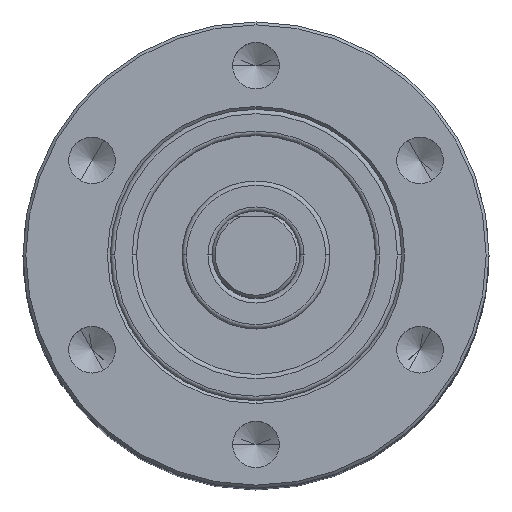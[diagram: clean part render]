
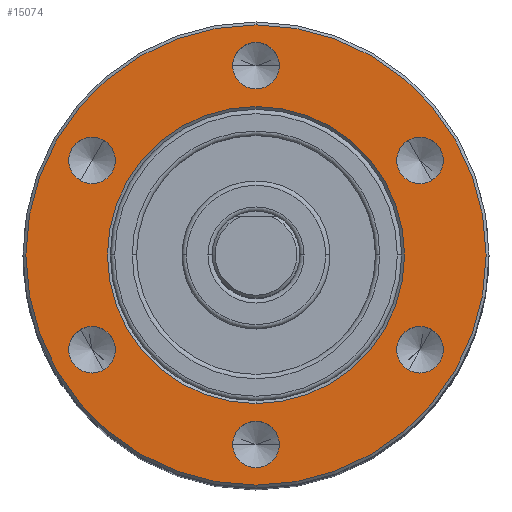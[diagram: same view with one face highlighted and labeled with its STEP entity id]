
A CAD part, top view. The second image highlights one B-rep face of the part: STEP entity #15074.
In plain terms, the highlighted planar face has unit normal (0, 0, 1).
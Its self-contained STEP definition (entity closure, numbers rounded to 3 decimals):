
#14629=CARTESIAN_POINT('',(0.,0.,37.9));
#14630=DIRECTION('',(0.,0.,-1.));
#14631=DIRECTION('',(0.,-1.,0.));
#14632=AXIS2_PLACEMENT_3D('',#14629,#14630,#14631);
#14634=CARTESIAN_POINT('',(0.,0.,37.9));
#14635=DIRECTION('',(0.,0.,-1.));
#14636=DIRECTION('',(0.,1.,0.));
#14637=AXIS2_PLACEMENT_3D('',#14634,#14635,#14636);
#14639=CARTESIAN_POINT('',(0.,0.,37.9));
#14640=DIRECTION('',(0.,0.,-1.));
#14641=DIRECTION('',(0.,-1.,0.));
#14642=AXIS2_PLACEMENT_3D('',#14639,#14640,#14641);
#14644=CARTESIAN_POINT('',(0.,0.,37.9));
#14645=DIRECTION('',(0.,0.,-1.));
#14646=DIRECTION('',(0.,1.,0.));
#14647=AXIS2_PLACEMENT_3D('',#14644,#14645,#14646);
#14649=CARTESIAN_POINT('',(0.,6.5,37.9));
#14650=DIRECTION('',(0.,0.,1.));
#14651=DIRECTION('',(-1.,0.,0.));
#14652=AXIS2_PLACEMENT_3D('',#14649,#14650,#14651);
#14654=CARTESIAN_POINT('',(0.,6.5,37.9));
#14655=DIRECTION('',(0.,0.,1.));
#14656=DIRECTION('',(1.,0.,0.));
#14657=AXIS2_PLACEMENT_3D('',#14654,#14655,#14656);
#14659=CARTESIAN_POINT('',(-5.629,3.25,37.9));
#14660=DIRECTION('',(0.,0.,1.));
#14661=DIRECTION('',(-0.5,-0.866,0.));
#14662=AXIS2_PLACEMENT_3D('',#14659,#14660,#14661);
#14664=CARTESIAN_POINT('',(-5.629,3.25,37.9));
#14665=DIRECTION('',(0.,0.,1.));
#14666=DIRECTION('',(0.5,0.866,0.));
#14667=AXIS2_PLACEMENT_3D('',#14664,#14665,#14666);
#14669=CARTESIAN_POINT('',(-5.629,-3.25,37.9));
#14670=DIRECTION('',(0.,0.,1.));
#14671=DIRECTION('',(0.5,-0.866,0.));
#14672=AXIS2_PLACEMENT_3D('',#14669,#14670,#14671);
#14674=CARTESIAN_POINT('',(-5.629,-3.25,37.9));
#14675=DIRECTION('',(0.,0.,1.));
#14676=DIRECTION('',(-0.5,0.866,0.));
#14677=AXIS2_PLACEMENT_3D('',#14674,#14675,#14676);
#14679=CARTESIAN_POINT('',(0.,-6.5,37.9));
#14680=DIRECTION('',(0.,0.,1.));
#14681=DIRECTION('',(1.,0.,0.));
#14682=AXIS2_PLACEMENT_3D('',#14679,#14680,#14681);
#14684=CARTESIAN_POINT('',(0.,-6.5,37.9));
#14685=DIRECTION('',(0.,0.,1.));
#14686=DIRECTION('',(-1.,0.,0.));
#14687=AXIS2_PLACEMENT_3D('',#14684,#14685,#14686);
#14689=CARTESIAN_POINT('',(5.629,-3.25,37.9));
#14690=DIRECTION('',(0.,0.,1.));
#14691=DIRECTION('',(0.5,0.866,0.));
#14692=AXIS2_PLACEMENT_3D('',#14689,#14690,#14691);
#14694=CARTESIAN_POINT('',(5.629,-3.25,37.9));
#14695=DIRECTION('',(0.,0.,1.));
#14696=DIRECTION('',(-0.5,-0.866,0.));
#14697=AXIS2_PLACEMENT_3D('',#14694,#14695,#14696);
#14699=CARTESIAN_POINT('',(5.629,3.25,37.9));
#14700=DIRECTION('',(0.,0.,1.));
#14701=DIRECTION('',(-0.5,0.866,0.));
#14702=AXIS2_PLACEMENT_3D('',#14699,#14700,#14701);
#14704=CARTESIAN_POINT('',(5.629,3.25,37.9));
#14705=DIRECTION('',(0.,0.,1.));
#14706=DIRECTION('',(0.5,-0.866,0.));
#14707=AXIS2_PLACEMENT_3D('',#14704,#14705,#14706);
#14937=CARTESIAN_POINT('',(0.,-5.1,37.9));
#14938=CARTESIAN_POINT('',(0.,5.1,37.9));
#14939=VERTEX_POINT('',#14937);
#14940=VERTEX_POINT('',#14938);
#14957=CARTESIAN_POINT('',(0.,-7.9,37.9));
#14958=CARTESIAN_POINT('',(0.,7.9,37.9));
#14959=VERTEX_POINT('',#14957);
#14960=VERTEX_POINT('',#14958);
#14967=CARTESIAN_POINT('',(-0.8,6.5,37.9));
#14968=CARTESIAN_POINT('',(0.8,6.5,37.9));
#14969=VERTEX_POINT('',#14967);
#14970=VERTEX_POINT('',#14968);
#14977=CARTESIAN_POINT('',(-6.029,2.557,37.9));
#14978=CARTESIAN_POINT('',(-5.229,3.943,37.9));
#14979=VERTEX_POINT('',#14977);
#14980=VERTEX_POINT('',#14978);
#14987=CARTESIAN_POINT('',(-5.229,-3.943,37.9));
#14988=CARTESIAN_POINT('',(-6.029,-2.557,37.9));
#14989=VERTEX_POINT('',#14987);
#14990=VERTEX_POINT('',#14988);
#14997=CARTESIAN_POINT('',(0.8,-6.5,37.9));
#14998=CARTESIAN_POINT('',(-0.8,-6.5,37.9));
#14999=VERTEX_POINT('',#14997);
#15000=VERTEX_POINT('',#14998);
#15007=CARTESIAN_POINT('',(6.029,-2.557,37.9));
#15008=CARTESIAN_POINT('',(5.229,-3.943,37.9));
#15009=VERTEX_POINT('',#15007);
#15010=VERTEX_POINT('',#15008);
#15017=CARTESIAN_POINT('',(5.229,3.943,37.9));
#15018=CARTESIAN_POINT('',(6.029,2.557,37.9));
#15019=VERTEX_POINT('',#15017);
#15020=VERTEX_POINT('',#15018);
#15021=CARTESIAN_POINT('',(0.,0.,37.9));
#15022=DIRECTION('',(0.,0.,1.));
#15023=DIRECTION('',(0.,-1.,0.));
#15024=AXIS2_PLACEMENT_3D('',#15021,#15022,#15023);
#15025=PLANE('',#15024);
#15027=ORIENTED_EDGE('',*,*,#15026,.T.);
#15029=ORIENTED_EDGE('',*,*,#15028,.T.);
#15030=EDGE_LOOP('',(#15027,#15029));
#15031=FACE_OUTER_BOUND('',#15030,.F.);
#15033=ORIENTED_EDGE('',*,*,#15032,.F.);
#15035=ORIENTED_EDGE('',*,*,#15034,.F.);
#15036=EDGE_LOOP('',(#15033,#15035));
#15037=FACE_BOUND('',#15036,.F.);
#15039=ORIENTED_EDGE('',*,*,#15038,.T.);
#15041=ORIENTED_EDGE('',*,*,#15040,.T.);
#15042=EDGE_LOOP('',(#15039,#15041));
#15043=FACE_BOUND('',#15042,.F.);
#15045=ORIENTED_EDGE('',*,*,#15044,.T.);
#15047=ORIENTED_EDGE('',*,*,#15046,.T.);
#15048=EDGE_LOOP('',(#15045,#15047));
#15049=FACE_BOUND('',#15048,.F.);
#15051=ORIENTED_EDGE('',*,*,#15050,.T.);
#15053=ORIENTED_EDGE('',*,*,#15052,.T.);
#15054=EDGE_LOOP('',(#15051,#15053));
#15055=FACE_BOUND('',#15054,.F.);
#15057=ORIENTED_EDGE('',*,*,#15056,.T.);
#15059=ORIENTED_EDGE('',*,*,#15058,.T.);
#15060=EDGE_LOOP('',(#15057,#15059));
#15061=FACE_BOUND('',#15060,.F.);
#15063=ORIENTED_EDGE('',*,*,#15062,.T.);
#15065=ORIENTED_EDGE('',*,*,#15064,.T.);
#15066=EDGE_LOOP('',(#15063,#15065));
#15067=FACE_BOUND('',#15066,.F.);
#15069=ORIENTED_EDGE('',*,*,#15068,.T.);
#15071=ORIENTED_EDGE('',*,*,#15070,.T.);
#15072=EDGE_LOOP('',(#15069,#15071));
#15073=FACE_BOUND('',#15072,.F.);
#15074=ADVANCED_FACE('',(#15031,#15037,#15043,#15049,#15055,#15061,#15067,
#15073),#15025,.T.);
#14633=CIRCLE('',#14632,5.1);
#14638=CIRCLE('',#14637,5.1);
#14643=CIRCLE('',#14642,7.9);
#14648=CIRCLE('',#14647,7.9);
#14653=CIRCLE('',#14652,0.8);
#14658=CIRCLE('',#14657,0.8);
#14663=CIRCLE('',#14662,0.8);
#14668=CIRCLE('',#14667,0.8);
#14673=CIRCLE('',#14672,0.8);
#14678=CIRCLE('',#14677,0.8);
#14683=CIRCLE('',#14682,0.8);
#14688=CIRCLE('',#14687,0.8);
#14693=CIRCLE('',#14692,0.8);
#14698=CIRCLE('',#14697,0.8);
#14703=CIRCLE('',#14702,0.8);
#14708=CIRCLE('',#14707,0.8);
#15026=EDGE_CURVE('',#14959,#14960,#14643,.T.);
#15028=EDGE_CURVE('',#14960,#14959,#14648,.T.);
#15032=EDGE_CURVE('',#14939,#14940,#14633,.T.);
#15034=EDGE_CURVE('',#14940,#14939,#14638,.T.);
#15038=EDGE_CURVE('',#14969,#14970,#14653,.T.);
#15040=EDGE_CURVE('',#14970,#14969,#14658,.T.);
#15044=EDGE_CURVE('',#14979,#14980,#14663,.T.);
#15046=EDGE_CURVE('',#14980,#14979,#14668,.T.);
#15050=EDGE_CURVE('',#14989,#14990,#14673,.T.);
#15052=EDGE_CURVE('',#14990,#14989,#14678,.T.);
#15056=EDGE_CURVE('',#14999,#15000,#14683,.T.);
#15058=EDGE_CURVE('',#15000,#14999,#14688,.T.);
#15062=EDGE_CURVE('',#15009,#15010,#14693,.T.);
#15064=EDGE_CURVE('',#15010,#15009,#14698,.T.);
#15068=EDGE_CURVE('',#15019,#15020,#14703,.T.);
#15070=EDGE_CURVE('',#15020,#15019,#14708,.T.);
